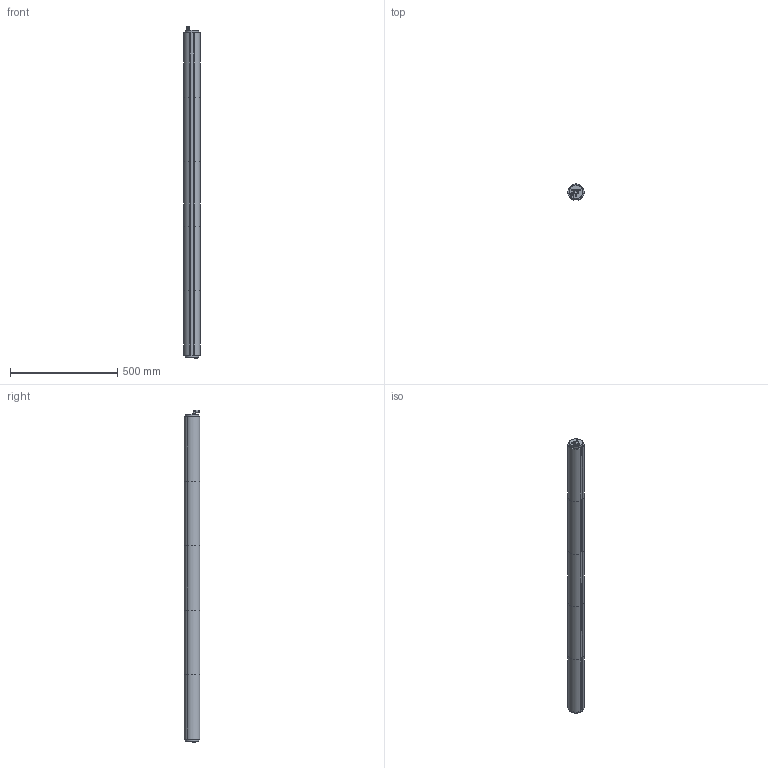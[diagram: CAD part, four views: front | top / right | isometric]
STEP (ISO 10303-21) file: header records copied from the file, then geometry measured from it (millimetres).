
FILE_DESCRIPTION (( 'STEP AP203' ), '1' );
FILE_NAME ('S38075XXX-330.STEP', '2020-01-03T19:37:34', ( '' ), ( '' ), 'SwSTEP 2.0', 'SolidWorks 2019', '' );
FILE_SCHEMA (( 'CONFIG_CONTROL_DESIGN' ));
Length unit declared in the file: inch
Products named in the file (20): Standard Airturn Wafers_64-0112-SK; S38075XXX-330; Standard Airturn Plugs_38-0084; 90-0206_4860K125; 90-0395_90-0395; Standard Airturn Housings_Website
Assembly tree (20 placements, depth 2):
  S38075XXX-330
    Standard Airturn Housings_Website
    Standard Airturn Plugs_38-0084  x2
    90-0395_90-0395
    90-0206_4860K125
    Standard Airturn Wafers_64-0112-SK
    Standard Airturn Wafers_64-0112-SK
    Standard Airturn Wafers_64-0112-SK
    Standard Airturn Wafers_64-0112-SK
    Standard Airturn Wafers_64-0112-SK
    Standard Airturn Wafers_64-0112-SK
    Standard Airturn Wafers_64-0112-SK
    Standard Airturn Wafers_64-0112-SK
    Standard Airturn Wafers_64-0112-SK
    Standard Airturn Wafers_64-0112-SK
    Standard Airturn Wafers_64-0112-SK
    Standard Airturn Wafers_64-0112-SK
    Standard Airturn Wafers_64-0112-SK
    Standard Airturn Wafers_64-0112-SK
    Standard Airturn Wafers_64-0112-SK
Bounding box: 74.71 x 73.58 x 1545.22 mm (x, y, z)
Volume: 3601818 mm3; surface area: 1241917.4 mm2
Topology: 22 solids, 22 shells, 282 faces, 603 edges, 388 vertices
Faces by surface type: plane 111, cylinder 77, cone 76, bspline 10, torus 6, sphere 2
Full cylindrical faces by diameter (mm): 4.762 x2, 5 x6, 6.73 x2, 7.311 x1, 7.914 x1, 8 x1, 8.8 x2, 8.835 x1, 9.952 x1, 10.328 x1, 10.649 x1, 10.8 x2, 12.15 x1, 12.238 x2, 13.5 x1, 14 x1, 17.462 x2, 43.409 x2, 45.085 x4, 47.625 x8, 50.8 x1, 62.738 x2, 63.5 x1
Entity records: 15444 total; most frequent: CARTESIAN_POINT 8255, DIRECTION 1090, ORIENTED_EDGE 894, EDGE_CURVE 447, AXIS2_PLACEMENT_3D 443, EDGE_LOOP 325, VERTEX_POINT 320, FACE_OUTER_BOUND 277
